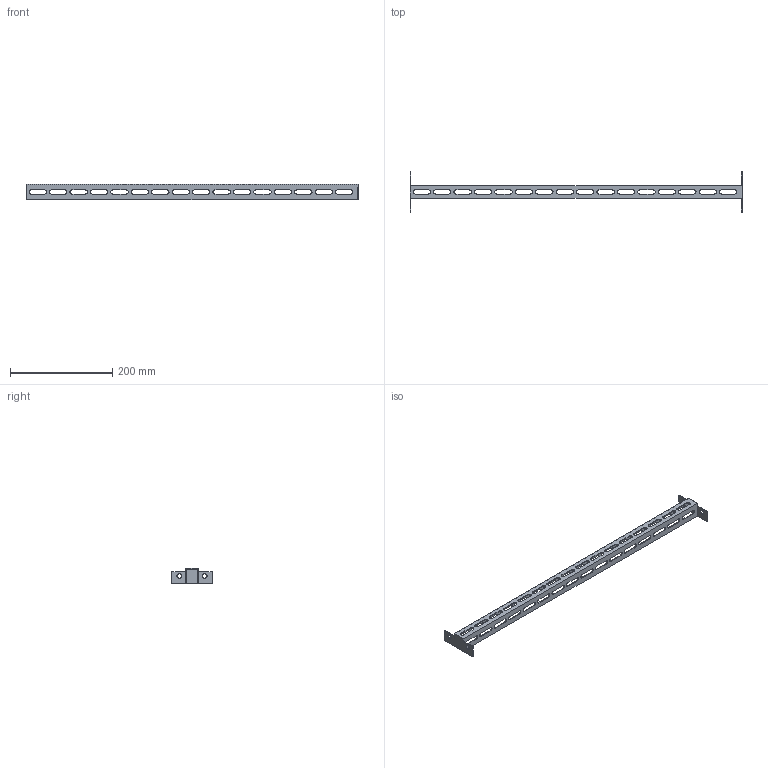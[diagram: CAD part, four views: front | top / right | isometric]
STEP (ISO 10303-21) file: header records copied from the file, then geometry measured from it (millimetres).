
FILE_DESCRIPTION (( 'STEP AP214' ), '1' );
FILE_NAME ('YKM30-RO-650 Ðåéêà îïîðíàÿ 650 (îöèíê), äëÿ ÊÑÐÌ (ê-ò 2 øò.).STEP', '2016-10-19T13:15:05', ( 'user' ), ( '' ), 'SwSTEP 2.0', 'SolidWorks 2014', '' );
FILE_SCHEMA (( 'AUTOMOTIVE_DESIGN' ));
Length unit declared in the file: millimetre
Products named in the file (1): YKM30-RO-650 Ðåéêà îïîðíàÿ 650 (îöèíê), äëÿ ÊÑÐÌ (ê-ò 2 øò.)
Bounding box: 650 x 79 x 30 mm (x, y, z)
Volume: 66661.2 mm3; surface area: 96953.8 mm2
Topology: 1 solids, 1 shells, 239 faces, 708 edges, 472 vertices
Faces by surface type: cylinder 120, plane 119
Entity records: 8304 total; most frequent: DIRECTION 1428, CARTESIAN_POINT 1420, ORIENTED_EDGE 1416, EDGE_CURVE 708, AXIS2_PLACEMENT_3D 480, VERTEX_POINT 472, LINE 468, VECTOR 468
